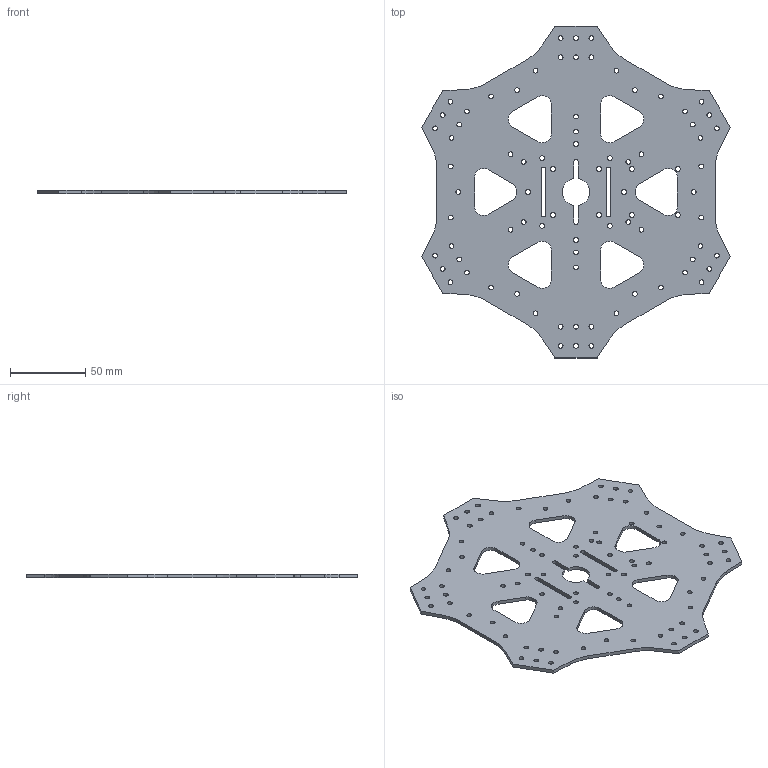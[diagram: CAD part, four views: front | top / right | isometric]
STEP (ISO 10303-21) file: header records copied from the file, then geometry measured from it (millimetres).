
FILE_DESCRIPTION(/* description */ (''),/* implementation_level */ '2;1');
FILE_NAME(/* name */ 'Narwhal Bot Plate.stp',/* time_stamp */ '2014-06-09T20:55:46-04:00',/* author */ (''),/* organization */ (''),/* preprocessor_version */ 'ST-DEVELOPER v11',/* originating_system */ 'SIEMENS PLM Software NX 7.5',/* authorisation */ '');
FILE_SCHEMA (('CONFIG_CONTROL_DESIGN'));
Length unit declared in the file: millimetre
Products named in the file (1): Gear5348xgyh
Bounding box: 204.5 x 220 x 2.39 mm (x, y, z)
Volume: 63944.7 mm3; surface area: 59103.9 mm2
Topology: 1 solids, 1 shells, 176 faces, 590 edges, 416 vertices
Faces by surface type: cylinder 122, plane 54
Full cylindrical faces by diameter (mm): 3.1 x82
Entity records: 6050 total; most frequent: DIRECTION 1038, CARTESIAN_POINT 965, ORIENTED_EDGE 880, EDGE_LOOP 440, EDGE_CURVE 440, AXIS2_PLACEMENT_3D 421, FACE_BOUND 348, VERTEX_POINT 348
